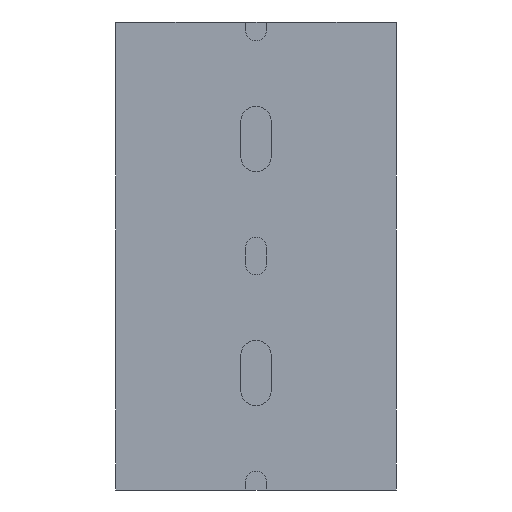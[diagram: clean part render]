
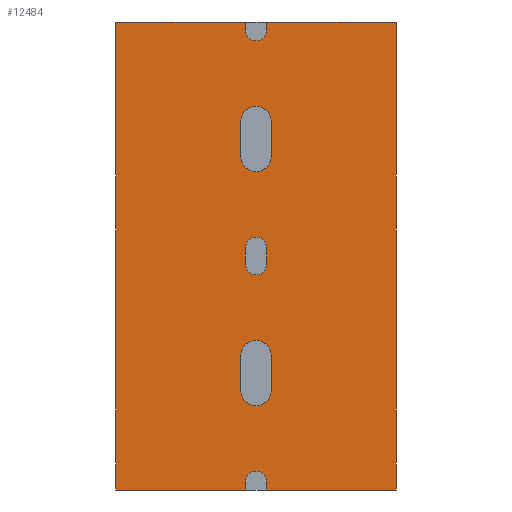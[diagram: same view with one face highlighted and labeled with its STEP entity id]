
A CAD part, front view. The second image highlights one B-rep face of the part: STEP entity #12484.
In plain terms, the highlighted planar face has unit normal (0, -1, 0).
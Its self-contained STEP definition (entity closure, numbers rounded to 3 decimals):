
#30=FACE_BOUND('',#2188,.T.);
#31=FACE_BOUND('',#2189,.T.);
#32=FACE_BOUND('',#2190,.T.);
#556=CIRCLE('',#13656,3.25);
#558=CIRCLE('',#13660,3.25);
#560=CIRCLE('',#13665,2.25);
#563=CIRCLE('',#13671,3.25);
#565=CIRCLE('',#13675,3.25);
#567=CIRCLE('',#13679,2.25);
#569=CIRCLE('',#13684,2.25);
#571=CIRCLE('',#13688,2.25);
#1556=FACE_OUTER_BOUND('',#2187,.T.);
#2187=EDGE_LOOP('',(#11349,#11350,#11351,#11352,#11353,#11354,#11355,#11356,
#11357,#11358,#11359,#11360));
#2188=EDGE_LOOP('',(#11361,#11362,#11363,#11364));
#2189=EDGE_LOOP('',(#11365,#11366,#11367,#11368));
#2190=EDGE_LOOP('',(#11369,#11370,#11371,#11372));
#2907=LINE('',#20352,#4135);
#3046=LINE('',#20672,#4274);
#3314=LINE('',#21428,#4542);
#3320=LINE('',#21442,#4548);
#3324=LINE('',#21454,#4552);
#3328=LINE('',#21464,#4556);
#3330=LINE('',#21470,#4558);
#3333=LINE('',#21478,#4561);
#3341=LINE('',#21497,#4569);
#3345=LINE('',#21509,#4573);
#3350=LINE('',#21522,#4578);
#3352=LINE('',#21530,#4580);
#3356=LINE('',#21539,#4584);
#3361=LINE('',#21552,#4589);
#3367=LINE('',#21568,#4595);
#3388=LINE('',#21613,#4616);
#4135=VECTOR('',#15861,10.);
#4274=VECTOR('',#16250,10.);
#4542=VECTOR('',#17014,10.);
#4548=VECTOR('',#17028,10.);
#4552=VECTOR('',#17040,10.);
#4556=VECTOR('',#17052,10.);
#4558=VECTOR('',#17056,10.);
#4561=VECTOR('',#17067,10.);
#4569=VECTOR('',#17079,10.);
#4573=VECTOR('',#17091,10.);
#4578=VECTOR('',#17104,10.);
#4580=VECTOR('',#17114,10.);
#4584=VECTOR('',#17120,10.);
#4589=VECTOR('',#17133,10.);
#4595=VECTOR('',#17149,10.);
#4616=VECTOR('',#17218,10.);
#5633=VERTEX_POINT('',#20349);
#5634=VERTEX_POINT('',#20351);
#5671=VERTEX_POINT('',#20669);
#5672=VERTEX_POINT('',#20671);
#5821=VERTEX_POINT('',#21425);
#5822=VERTEX_POINT('',#21427);
#5825=VERTEX_POINT('',#21439);
#5826=VERTEX_POINT('',#21441);
#5828=VERTEX_POINT('',#21447);
#5830=VERTEX_POINT('',#21453);
#5832=VERTEX_POINT('',#21462);
#5833=VERTEX_POINT('',#21466);
#5835=VERTEX_POINT('',#21469);
#5844=VERTEX_POINT('',#21494);
#5845=VERTEX_POINT('',#21496);
#5847=VERTEX_POINT('',#21502);
#5849=VERTEX_POINT('',#21508);
#5851=VERTEX_POINT('',#21516);
#5853=VERTEX_POINT('',#21520);
#5855=VERTEX_POINT('',#21526);
#5858=VERTEX_POINT('',#21536);
#5859=VERTEX_POINT('',#21538);
#5861=VERTEX_POINT('',#21544);
#5863=VERTEX_POINT('',#21550);
#7121=EDGE_CURVE('',#5633,#5634,#2907,.T.);
#7277=EDGE_CURVE('',#5672,#5671,#3046,.T.);
#7620=EDGE_CURVE('',#5821,#5822,#3314,.T.);
#7626=EDGE_CURVE('',#5826,#5825,#3320,.T.);
#7629=EDGE_CURVE('',#5828,#5826,#556,.T.);
#7632=EDGE_CURVE('',#5830,#5828,#3324,.T.);
#7635=EDGE_CURVE('',#5825,#5830,#558,.T.);
#7638=EDGE_CURVE('',#5821,#5832,#3328,.T.);
#7640=EDGE_CURVE('',#5835,#5833,#3330,.T.);
#7644=EDGE_CURVE('',#5832,#5835,#560,.T.);
#7645=EDGE_CURVE('',#5634,#5833,#3333,.T.);
#7654=EDGE_CURVE('',#5845,#5844,#3341,.T.);
#7657=EDGE_CURVE('',#5847,#5845,#563,.T.);
#7660=EDGE_CURVE('',#5849,#5847,#3345,.T.);
#7663=EDGE_CURVE('',#5844,#5849,#565,.T.);
#7667=EDGE_CURVE('',#5851,#5853,#3350,.T.);
#7670=EDGE_CURVE('',#5853,#5855,#567,.T.);
#7671=EDGE_CURVE('',#5855,#5672,#3352,.T.);
#7675=EDGE_CURVE('',#5859,#5858,#3356,.T.);
#7679=EDGE_CURVE('',#5858,#5861,#569,.T.);
#7682=EDGE_CURVE('',#5861,#5863,#3361,.T.);
#7684=EDGE_CURVE('',#5863,#5859,#571,.T.);
#7691=EDGE_CURVE('',#5633,#5851,#3367,.T.);
#7712=EDGE_CURVE('',#5671,#5822,#3388,.T.);
#11349=ORIENTED_EDGE('',*,*,#7640,.T.);
#11350=ORIENTED_EDGE('',*,*,#7645,.F.);
#11351=ORIENTED_EDGE('',*,*,#7121,.F.);
#11352=ORIENTED_EDGE('',*,*,#7691,.T.);
#11353=ORIENTED_EDGE('',*,*,#7667,.T.);
#11354=ORIENTED_EDGE('',*,*,#7670,.T.);
#11355=ORIENTED_EDGE('',*,*,#7671,.T.);
#11356=ORIENTED_EDGE('',*,*,#7277,.T.);
#11357=ORIENTED_EDGE('',*,*,#7712,.T.);
#11358=ORIENTED_EDGE('',*,*,#7620,.F.);
#11359=ORIENTED_EDGE('',*,*,#7638,.T.);
#11360=ORIENTED_EDGE('',*,*,#7644,.T.);
#11361=ORIENTED_EDGE('',*,*,#7626,.T.);
#11362=ORIENTED_EDGE('',*,*,#7635,.T.);
#11363=ORIENTED_EDGE('',*,*,#7632,.T.);
#11364=ORIENTED_EDGE('',*,*,#7629,.T.);
#11365=ORIENTED_EDGE('',*,*,#7654,.T.);
#11366=ORIENTED_EDGE('',*,*,#7663,.T.);
#11367=ORIENTED_EDGE('',*,*,#7660,.T.);
#11368=ORIENTED_EDGE('',*,*,#7657,.T.);
#11369=ORIENTED_EDGE('',*,*,#7675,.T.);
#11370=ORIENTED_EDGE('',*,*,#7679,.T.);
#11371=ORIENTED_EDGE('',*,*,#7682,.T.);
#11372=ORIENTED_EDGE('',*,*,#7684,.T.);
#11868=PLANE('',#13715);
#12484=ADVANCED_FACE('',(#1556,#30,#31,#32),#11868,.T.);
#13656=AXIS2_PLACEMENT_3D('',#21448,#17034,#17035);
#13660=AXIS2_PLACEMENT_3D('',#21458,#17046,#17047);
#13665=AXIS2_PLACEMENT_3D('',#21476,#17063,#17064);
#13671=AXIS2_PLACEMENT_3D('',#21503,#17085,#17086);
#13675=AXIS2_PLACEMENT_3D('',#21513,#17097,#17098);
#13679=AXIS2_PLACEMENT_3D('',#21528,#17110,#17111);
#13684=AXIS2_PLACEMENT_3D('',#21546,#17127,#17128);
#13688=AXIS2_PLACEMENT_3D('',#21555,#17138,#17139);
#13715=AXIS2_PLACEMENT_3D('',#21614,#17219,#17220);
#15861=DIRECTION('',(0.,0.,-1.));
#16250=DIRECTION('',(-1.,0.,0.));
#17014=DIRECTION('',(-1.,0.,0.));
#17028=DIRECTION('',(0.,0.,-1.));
#17034=DIRECTION('center_axis',(0.,1.,0.));
#17035=DIRECTION('ref_axis',(1.,0.,0.));
#17040=DIRECTION('',(0.,0.,1.));
#17046=DIRECTION('center_axis',(0.,1.,0.));
#17047=DIRECTION('ref_axis',(-1.,0.,0.));
#17052=DIRECTION('',(0.,0.,1.));
#17056=DIRECTION('',(0.,0.,-1.));
#17063=DIRECTION('center_axis',(0.,1.,0.));
#17064=DIRECTION('ref_axis',(1.,0.,0.));
#17067=DIRECTION('',(-1.,0.,0.));
#17079=DIRECTION('',(0.,0.,-1.));
#17085=DIRECTION('center_axis',(0.,1.,0.));
#17086=DIRECTION('ref_axis',(1.,0.,0.));
#17091=DIRECTION('',(0.,0.,1.));
#17097=DIRECTION('center_axis',(0.,1.,0.));
#17098=DIRECTION('ref_axis',(-1.,0.,0.));
#17104=DIRECTION('',(0.,0.,-1.));
#17110=DIRECTION('center_axis',(0.,1.,0.));
#17111=DIRECTION('ref_axis',(-1.,0.,0.));
#17114=DIRECTION('',(0.,0.,1.));
#17120=DIRECTION('',(0.,0.,-1.));
#17127=DIRECTION('center_axis',(0.,1.,0.));
#17128=DIRECTION('ref_axis',(-1.,0.,0.));
#17133=DIRECTION('',(0.,0.,1.));
#17138=DIRECTION('center_axis',(0.,1.,0.));
#17139=DIRECTION('ref_axis',(1.,0.,0.));
#17149=DIRECTION('',(-1.,0.,0.));
#17218=DIRECTION('',(0.,0.,-1.));
#17219=DIRECTION('center_axis',(0.,-1.,0.));
#17220=DIRECTION('ref_axis',(0.,0.,-1.));
#20349=CARTESIAN_POINT('',(30.,0.,0.));
#20351=CARTESIAN_POINT('',(30.,0.,-100.));
#20352=CARTESIAN_POINT('',(30.,0.,0.));
#20669=CARTESIAN_POINT('',(-30.,0.,0.));
#20671=CARTESIAN_POINT('',(-2.25,0.,0.));
#20672=CARTESIAN_POINT('',(0.,0.,0.));
#21425=CARTESIAN_POINT('',(-2.25,0.,-100.));
#21427=CARTESIAN_POINT('',(-30.,0.,-100.));
#21428=CARTESIAN_POINT('',(0.,0.,-100.));
#21439=CARTESIAN_POINT('',(3.25,0.,-78.75));
#21441=CARTESIAN_POINT('',(3.25,0.,-71.25));
#21442=CARTESIAN_POINT('',(3.25,0.,-39.375));
#21447=CARTESIAN_POINT('',(-3.25,0.,-71.25));
#21448=CARTESIAN_POINT('Origin',(0.,0.,
-71.25));
#21453=CARTESIAN_POINT('',(-3.25,0.,-78.75));
#21454=CARTESIAN_POINT('',(-3.25,0.,-35.625));
#21458=CARTESIAN_POINT('Origin',(0.,0.,
-78.75));
#21462=CARTESIAN_POINT('',(-2.25,0.,-98.25));
#21464=CARTESIAN_POINT('',(-2.25,0.,-49.125));
#21466=CARTESIAN_POINT('',(2.25,0.,-100.));
#21469=CARTESIAN_POINT('',(2.25,0.,-98.25));
#21470=CARTESIAN_POINT('',(2.25,0.,-50.875));
#21476=CARTESIAN_POINT('Origin',(0.,0.,
-98.25));
#21478=CARTESIAN_POINT('',(0.,0.,-100.));
#21494=CARTESIAN_POINT('',(3.25,0.,-28.75));
#21496=CARTESIAN_POINT('',(3.25,0.,-21.25));
#21497=CARTESIAN_POINT('',(3.25,0.,-14.375));
#21502=CARTESIAN_POINT('',(-3.25,0.,-21.25));
#21503=CARTESIAN_POINT('Origin',(0.,0.,
-21.25));
#21508=CARTESIAN_POINT('',(-3.25,0.,-28.75));
#21509=CARTESIAN_POINT('',(-3.25,0.,-10.625));
#21513=CARTESIAN_POINT('Origin',(0.,0.,
-28.75));
#21516=CARTESIAN_POINT('',(2.25,0.,0.));
#21520=CARTESIAN_POINT('',(2.25,0.,-1.75));
#21522=CARTESIAN_POINT('',(2.25,0.,-0.875));
#21526=CARTESIAN_POINT('',(-2.25,0.,-1.75));
#21528=CARTESIAN_POINT('Origin',(0.,0.,
-1.75));
#21530=CARTESIAN_POINT('',(-2.25,0.,0.875));
#21536=CARTESIAN_POINT('',(2.25,0.,-51.75));
#21538=CARTESIAN_POINT('',(2.25,0.,-48.25));
#21539=CARTESIAN_POINT('',(2.25,0.,-25.875));
#21544=CARTESIAN_POINT('',(-2.25,0.,-51.75));
#21546=CARTESIAN_POINT('Origin',(0.,0.,
-51.75));
#21550=CARTESIAN_POINT('',(-2.25,0.,-48.25));
#21552=CARTESIAN_POINT('',(-2.25,0.,-24.125));
#21555=CARTESIAN_POINT('Origin',(0.,0.,
-48.25));
#21568=CARTESIAN_POINT('',(0.,0.,0.));
#21613=CARTESIAN_POINT('',(-30.,0.,0.));
#21614=CARTESIAN_POINT('Origin',(-30.,0.,0.));
